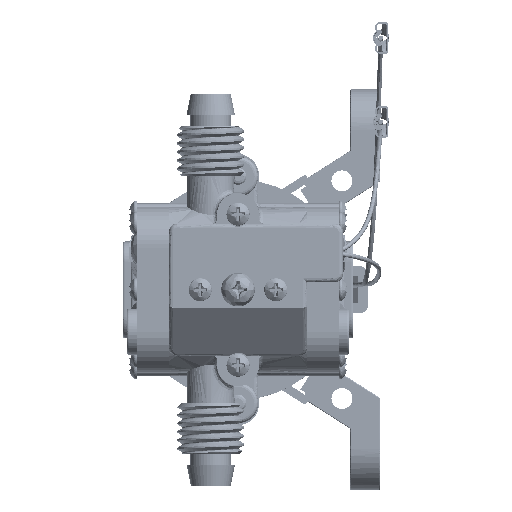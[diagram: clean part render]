
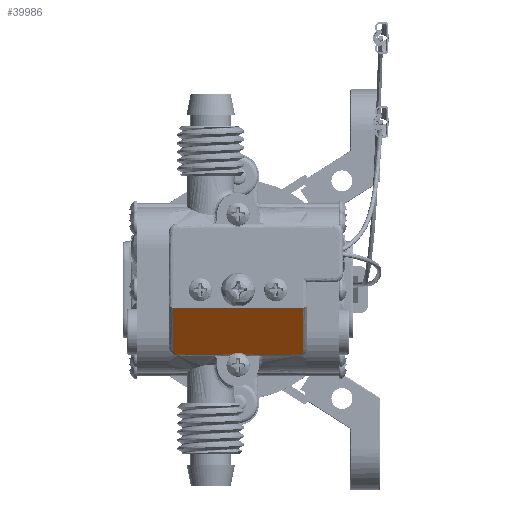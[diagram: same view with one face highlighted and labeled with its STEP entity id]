
A CAD part, left-side view. The second image highlights one B-rep face of the part: STEP entity #39986.
In plain terms, the highlighted free-form (B-spline) face has degree [1, 1] with [2, 2] control points.
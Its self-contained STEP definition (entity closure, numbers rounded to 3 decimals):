
#39775 = VERTEX_POINT('',#39776);
#39776 = CARTESIAN_POINT('',(-88.713,17.296,
    -4.743));
#39827 = VERTEX_POINT('',#39828);
#39828 = CARTESIAN_POINT('',(-88.713,-17.296,
    -4.743));
#39833 = EDGE_CURVE('',#39775,#39827,#39834,.T.);
#39834 = B_SPLINE_CURVE_WITH_KNOTS('',1,(#39835,#39836),.UNSPECIFIED.,
  .F.,.F.,(2,2),(0.,31.),.PIECEWISE_BEZIER_KNOTS.);
#39835 = CARTESIAN_POINT('',(-88.713,17.296,
    -4.743));
#39836 = CARTESIAN_POINT('',(-88.713,-17.296,
    -4.743));
#39968 = VERTEX_POINT('',#39969);
#39969 = CARTESIAN_POINT('',(-79.879,17.296,
    -16.031));
#39975 = EDGE_CURVE('',#39968,#39775,#39976,.T.);
#39976 = B_SPLINE_CURVE_WITH_KNOTS('',1,(#39977,#39978),.UNSPECIFIED.,
  .F.,.F.,(2,2),(0.,12.846),.PIECEWISE_BEZIER_KNOTS.);
#39977 = CARTESIAN_POINT('',(-79.879,17.296,
    -16.031));
#39978 = CARTESIAN_POINT('',(-88.713,17.296,
    -4.743));
#39986 = ADVANCED_FACE('',(#39987),#40048,.T.);
#39987 = FACE_BOUND('',#39988,.F.);
#39988 = EDGE_LOOP('',(#39989,#40001,#40008,#40020,#40021,#40022,#40029,
    #40043));
#39989 = ORIENTED_EDGE('',*,*,#39990,.F.);
#39990 = EDGE_CURVE('',#39991,#39993,#39995,.T.);
#39991 = VERTEX_POINT('',#39992);
#39992 = CARTESIAN_POINT('',(-79.005,1.603,
    -17.147));
#39993 = VERTEX_POINT('',#39994);
#39994 = CARTESIAN_POINT('',(-79.005,-1.603,
    -17.147));
#39995 = B_SPLINE_CURVE_WITH_KNOTS('',3,(#39996,#39997,#39998,#39999,
    #40000),.UNSPECIFIED.,.F.,.F.,(4,1,4),(0.,0.5,1.),
  .QUASI_UNIFORM_KNOTS.);
#39996 = CARTESIAN_POINT('',(-79.005,1.603,
    -17.147));
#39997 = CARTESIAN_POINT('',(-79.233,1.069,
    -16.856));
#39998 = CARTESIAN_POINT('',(-79.417,0.,-16.621));
#39999 = CARTESIAN_POINT('',(-79.233,-1.069,
    -16.856));
#40000 = CARTESIAN_POINT('',(-79.005,-1.603,
    -17.147));
#40001 = ORIENTED_EDGE('',*,*,#40002,.T.);
#40002 = EDGE_CURVE('',#39991,#40003,#40005,.T.);
#40003 = VERTEX_POINT('',#40004);
#40004 = CARTESIAN_POINT('',(-79.005,16.18,
    -17.147));
#40005 = B_SPLINE_CURVE_WITH_KNOTS('',1,(#40006,#40007),.UNSPECIFIED.,
  .F.,.F.,(2,2),(0.,13.063),.PIECEWISE_BEZIER_KNOTS.);
#40006 = CARTESIAN_POINT('',(-79.005,1.603,
    -17.147));
#40007 = CARTESIAN_POINT('',(-79.005,16.18,
    -17.147));
#40008 = ORIENTED_EDGE('',*,*,#40009,.T.);
#40009 = EDGE_CURVE('',#40003,#39968,#40010,.T.);
#40010 = B_SPLINE_CURVE_WITH_KNOTS('',3,(#40011,#40012,#40013,#40014,
    #40015,#40016,#40017,#40018,#40019),.UNSPECIFIED.,.F.,.F.,(4,1,1,1,1
    ,1,4),(0.,0.167,0.333,0.5,0.667,
    0.833,1.),.UNSPECIFIED.);
#40011 = CARTESIAN_POINT('',(-79.005,16.18,
    -17.147));
#40012 = CARTESIAN_POINT('',(-79.005,16.282,
    -17.147));
#40013 = CARTESIAN_POINT('',(-79.027,16.476,
    -17.12));
#40014 = CARTESIAN_POINT('',(-79.113,16.743,
    -17.01));
#40015 = CARTESIAN_POINT('',(-79.258,16.984,
    -16.824));
#40016 = CARTESIAN_POINT('',(-79.434,17.154,
    -16.599));
#40017 = CARTESIAN_POINT('',(-79.632,17.264,
    -16.347));
#40018 = CARTESIAN_POINT('',(-79.792,17.296,
    -16.141));
#40019 = CARTESIAN_POINT('',(-79.879,17.296,
    -16.031));
#40020 = ORIENTED_EDGE('',*,*,#39975,.T.);
#40021 = ORIENTED_EDGE('',*,*,#39833,.T.);
#40022 = ORIENTED_EDGE('',*,*,#40023,.T.);
#40023 = EDGE_CURVE('',#39827,#40024,#40026,.T.);
#40024 = VERTEX_POINT('',#40025);
#40025 = CARTESIAN_POINT('',(-79.879,-17.296,
    -16.031));
#40026 = B_SPLINE_CURVE_WITH_KNOTS('',1,(#40027,#40028),.UNSPECIFIED.,
  .F.,.F.,(2,2),(0.,12.846),.PIECEWISE_BEZIER_KNOTS.);
#40027 = CARTESIAN_POINT('',(-88.713,-17.296,
    -4.743));
#40028 = CARTESIAN_POINT('',(-79.879,-17.296,
    -16.031));
#40029 = ORIENTED_EDGE('',*,*,#40030,.T.);
#40030 = EDGE_CURVE('',#40024,#40031,#40033,.T.);
#40031 = VERTEX_POINT('',#40032);
#40032 = CARTESIAN_POINT('',(-79.005,-16.18,
    -17.147));
#40033 = B_SPLINE_CURVE_WITH_KNOTS('',3,(#40034,#40035,#40036,#40037,
    #40038,#40039,#40040,#40041,#40042),.UNSPECIFIED.,.F.,.F.,(4,1,1,1,1
    ,1,4),(0.,0.167,0.333,0.5,0.667,
    0.833,1.),.UNSPECIFIED.);
#40034 = CARTESIAN_POINT('',(-79.879,-17.296,
    -16.031));
#40035 = CARTESIAN_POINT('',(-79.789,-17.296,
    -16.145));
#40036 = CARTESIAN_POINT('',(-79.623,-17.262,
    -16.358));
#40037 = CARTESIAN_POINT('',(-79.403,-17.133,
    -16.638));
#40038 = CARTESIAN_POINT('',(-79.229,-16.942,
    -16.862));
#40039 = CARTESIAN_POINT('',(-79.111,-16.732,
    -17.012));
#40040 = CARTESIAN_POINT('',(-79.031,-16.494,
    -17.114));
#40041 = CARTESIAN_POINT('',(-79.005,-16.291,
    -17.147));
#40042 = CARTESIAN_POINT('',(-79.005,-16.18,
    -17.147));
#40043 = ORIENTED_EDGE('',*,*,#40044,.T.);
#40044 = EDGE_CURVE('',#40031,#39993,#40045,.T.);
#40045 = B_SPLINE_CURVE_WITH_KNOTS('',1,(#40046,#40047),.UNSPECIFIED.,
  .F.,.F.,(2,2),(0.,13.063),.PIECEWISE_BEZIER_KNOTS.);
#40046 = CARTESIAN_POINT('',(-79.005,-16.18,
    -17.147));
#40047 = CARTESIAN_POINT('',(-79.005,-1.603,
    -17.147));
#40048 = B_SPLINE_SURFACE_WITH_KNOTS('',1,1,(
    (#40049,#40050)
    ,(#40051,#40052
    )),.UNSPECIFIED.,.F.,.F.,.F.,(2,2),(2,2),(-7.302,
    6.814),(-15.5,15.5),.PIECEWISE_BEZIER_KNOTS.);
#40049 = CARTESIAN_POINT('',(-88.713,17.296,
    -4.743));
#40050 = CARTESIAN_POINT('',(-88.713,-17.296,
    -4.743));
#40051 = CARTESIAN_POINT('',(-79.005,17.296,
    -17.147));
#40052 = CARTESIAN_POINT('',(-79.005,-17.296,
    -17.147));
